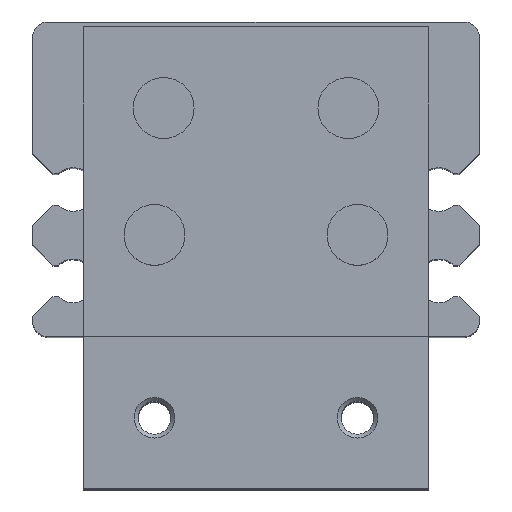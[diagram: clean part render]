
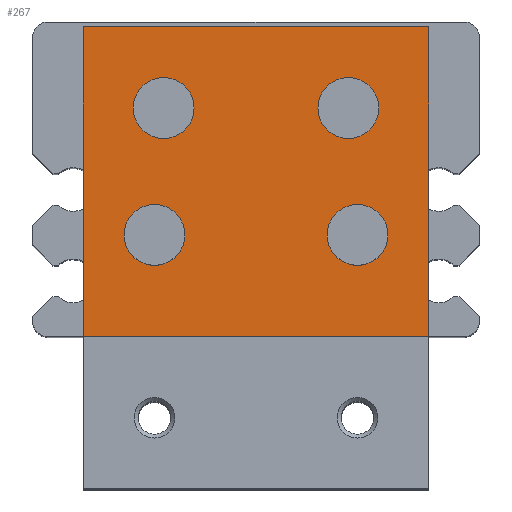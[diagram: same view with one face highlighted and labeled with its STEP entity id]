
A CAD part, top view. The second image highlights one B-rep face of the part: STEP entity #267.
In plain terms, the highlighted planar face has unit normal (0, 0, 1).
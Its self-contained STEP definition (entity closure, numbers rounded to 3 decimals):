
#267 = ADVANCED_FACE( '', ( #523, #524, #525, #526, #527 ), #528, .F. );
#523 = FACE_BOUND( '', #817, .T. );
#524 = FACE_BOUND( '', #818, .T. );
#525 = FACE_BOUND( '', #819, .T. );
#526 = FACE_BOUND( '', #820, .T. );
#527 = FACE_OUTER_BOUND( '', #821, .T. );
#528 = PLANE( '', #822 );
#817 = EDGE_LOOP( '', ( #1519 ) );
#818 = EDGE_LOOP( '', ( #1520 ) );
#819 = EDGE_LOOP( '', ( #1521 ) );
#820 = EDGE_LOOP( '', ( #1522 ) );
#821 = EDGE_LOOP( '', ( #1523, #1524, #1525, #1526 ) );
#822 = AXIS2_PLACEMENT_3D( '', #1527, #1528, #1529 );
#1519 = ORIENTED_EDGE( '', *, *, #1841, .F. );
#1520 = ORIENTED_EDGE( '', *, *, #1842, .F. );
#1521 = ORIENTED_EDGE( '', *, *, #1843, .F. );
#1522 = ORIENTED_EDGE( '', *, *, #1844, .F. );
#1523 = ORIENTED_EDGE( '', *, *, #1845, .T. );
#1524 = ORIENTED_EDGE( '', *, *, #1846, .F. );
#1525 = ORIENTED_EDGE( '', *, *, #1828, .F. );
#1526 = ORIENTED_EDGE( '', *, *, #1825, .T. );
#1527 = CARTESIAN_POINT( '', ( 34., 30.5, 0. ) );
#1528 = DIRECTION( '', ( 0., 0., -1. ) );
#1529 = DIRECTION( '', ( -1., 0., 0. ) );
#1825 = EDGE_CURVE( '', #2175, #2173, #2176, .T. );
#1828 = EDGE_CURVE( '', #2175, #2180, #2181, .T. );
#1841 = EDGE_CURVE( '', #2204, #2204, #2205, .F. );
#1842 = EDGE_CURVE( '', #2206, #2206, #2207, .F. );
#1843 = EDGE_CURVE( '', #2208, #2208, #2209, .T. );
#1844 = EDGE_CURVE( '', #2210, #2210, #2211, .T. );
#1845 = EDGE_CURVE( '', #2173, #2212, #2213, .T. );
#1846 = EDGE_CURVE( '', #2180, #2212, #2214, .T. );
#2173 = VERTEX_POINT( '', #2663 );
#2175 = VERTEX_POINT( '', #2666 );
#2176 = LINE( '', #2667, #2668 );
#2180 = VERTEX_POINT( '', #2674 );
#2181 = LINE( '', #2675, #2676 );
#2204 = VERTEX_POINT( '', #2705 );
#2205 = CIRCLE( '', #2706, 3. );
#2206 = VERTEX_POINT( '', #2707 );
#2207 = CIRCLE( '', #2708, 3. );
#2208 = VERTEX_POINT( '', #2709 );
#2209 = CIRCLE( '', #2710, 3. );
#2210 = VERTEX_POINT( '', #2711 );
#2211 = CIRCLE( '', #2712, 3. );
#2212 = VERTEX_POINT( '', #2713 );
#2213 = LINE( '', #2714, #2715 );
#2214 = LINE( '', #2716, #2717 );
#2663 = CARTESIAN_POINT( '', ( 0., 30.5, 0. ) );
#2666 = CARTESIAN_POINT( '', ( 34., 30.5, 0. ) );
#2667 = CARTESIAN_POINT( '', ( 34., 30.5, 0. ) );
#2668 = VECTOR( '', #3065, 1000. );
#2674 = CARTESIAN_POINT( '', ( 34., 0., 0. ) );
#2675 = CARTESIAN_POINT( '', ( 34., 30.5, 0. ) );
#2676 = VECTOR( '', #3068, 1000. );
#2705 = CARTESIAN_POINT( '', ( 24., 10., 0. ) );
#2706 = AXIS2_PLACEMENT_3D( '', #3093, #3094, #3095 );
#2707 = CARTESIAN_POINT( '', ( 4.9, 22.5, 0. ) );
#2708 = AXIS2_PLACEMENT_3D( '', #3096, #3097, #3098 );
#2709 = CARTESIAN_POINT( '', ( 29.1, 22.5, 0. ) );
#2710 = AXIS2_PLACEMENT_3D( '', #3099, #3100, #3101 );
#2711 = CARTESIAN_POINT( '', ( 10., 10., 0. ) );
#2712 = AXIS2_PLACEMENT_3D( '', #3102, #3103, #3104 );
#2713 = CARTESIAN_POINT( '', ( 0., 0., 0. ) );
#2714 = CARTESIAN_POINT( '', ( 0., 30.5, 0. ) );
#2715 = VECTOR( '', #3105, 1000. );
#2716 = CARTESIAN_POINT( '', ( 34., 0., 0. ) );
#2717 = VECTOR( '', #3106, 1000. );
#3065 = DIRECTION( '', ( -1., 0., 0. ) );
#3068 = DIRECTION( '', ( 0., -1., 0. ) );
#3093 = CARTESIAN_POINT( '', ( 27., 10., 0. ) );
#3094 = DIRECTION( '', ( 0., 0., -1. ) );
#3095 = DIRECTION( '', ( -1., 0., 0. ) );
#3096 = CARTESIAN_POINT( '', ( 7.9, 22.5, 0. ) );
#3097 = DIRECTION( '', ( 0., 0., -1. ) );
#3098 = DIRECTION( '', ( -1., 0., 0. ) );
#3099 = CARTESIAN_POINT( '', ( 26.1, 22.5, 0. ) );
#3100 = DIRECTION( '', ( 0., 0., 1. ) );
#3101 = DIRECTION( '', ( 1., 0., 0. ) );
#3102 = CARTESIAN_POINT( '', ( 7., 10., 0. ) );
#3103 = DIRECTION( '', ( 0., 0., 1. ) );
#3104 = DIRECTION( '', ( 1., 0., 0. ) );
#3105 = DIRECTION( '', ( 0., -1., 0. ) );
#3106 = DIRECTION( '', ( -1., 0., 0. ) );
